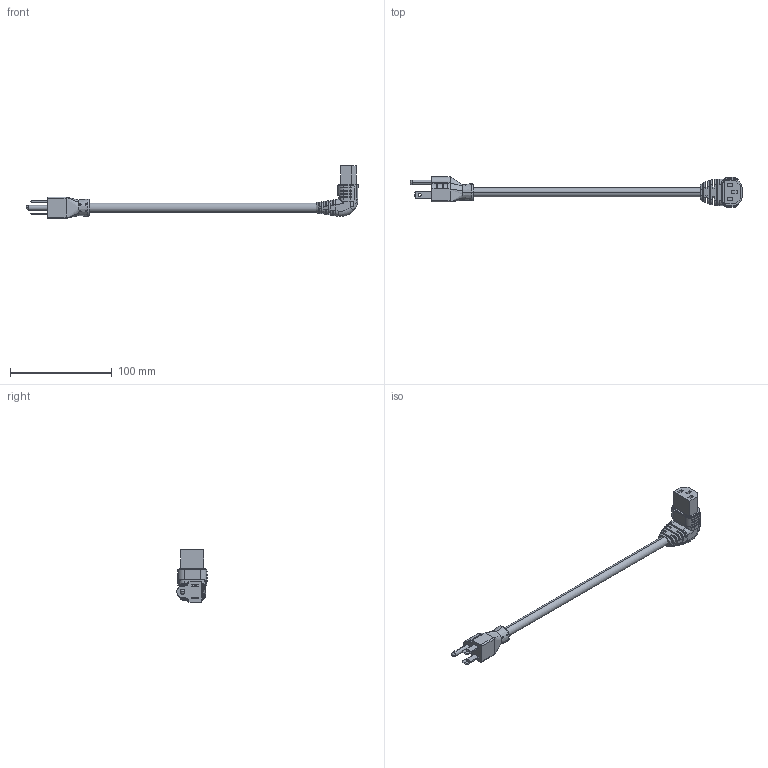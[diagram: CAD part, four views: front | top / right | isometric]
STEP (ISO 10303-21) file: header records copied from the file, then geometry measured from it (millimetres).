
FILE_DESCRIPTION (( 'STEP AP203' ), '1' );
FILE_NAME ('C13LPDN515P-15_3D.STEP', '2022-07-21T23:45:12', ( '' ), ( '' ), 'SwSTEP 2.0', 'SolidWorks 2021', '' );
FILE_SCHEMA (( 'CONFIG_CONTROL_DESIGN' ));
Length unit declared in the file: inch
Products named in the file (4): NEMA; EN60320-C13-DOWN; SJT 3x14AWG Cord; C13LPDN515P-15_3D
Assembly tree (3 placements, depth 2):
  C13LPDN515P-15_3D
    NEMA
    EN60320-C13-DOWN
    SJT 3x14AWG Cord
Bounding box: 326.74 x 29.89 x 51.91 mm (x, y, z)
Volume: 52775.9 mm3; surface area: 22236.6 mm2
Topology: 4 solids, 4 shells, 322 faces, 886 edges, 581 vertices
Faces by surface type: plane 189, cylinder 91, bspline 24, torus 12, sphere 4, cone 2
Entity records: 12282 total; most frequent: CARTESIAN_POINT 3950, ORIENTED_EDGE 1768, DIRECTION 1518, EDGE_CURVE 884, VERTEX_POINT 581, AXIS2_PLACEMENT_3D 507, VECTOR 504, LINE 504
